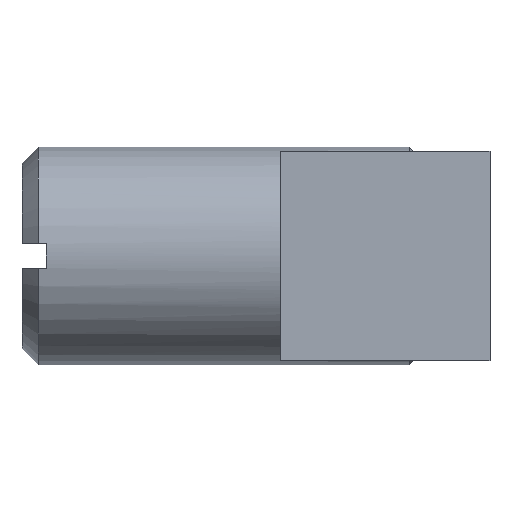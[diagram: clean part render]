
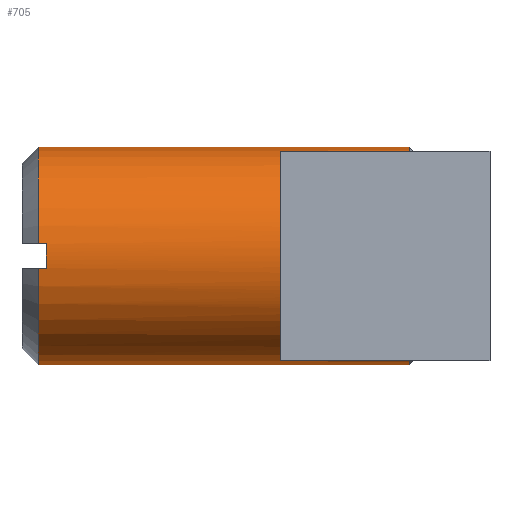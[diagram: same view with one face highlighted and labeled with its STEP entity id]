
A CAD part, left-side view. The second image highlights one B-rep face of the part: STEP entity #705.
In plain terms, the highlighted cylindrical face has radius 6.75 mm (diameter 13.5 mm), a full revolution.
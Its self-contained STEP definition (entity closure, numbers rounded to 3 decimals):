
#20=B_SPLINE_CURVE_WITH_KNOTS('',3,(#1206,#1207,#1208,#1209,#1210,#1211,
#1212,#1213,#1214,#1215,#1216,#1217,#1218,#1219,#1220,#1221,#1222,#1223,
#1224,#1225,#1226,#1227,#1228,#1229,#1230,#1231,#1232),.UNSPECIFIED.,.F.,
 .F.,(4,2,3,2,2,2,2,2,2,2,2,2,4),(-0.151,-0.135,
0.,0.135,0.27,0.405,0.539,
0.674,0.808,0.943,1.078,
1.213,1.229),.UNSPECIFIED.);
#21=B_SPLINE_CURVE_WITH_KNOTS('',3,(#1236,#1237,#1238,#1239,#1240,#1241,
#1242,#1243,#1244,#1245,#1246,#1247,#1248,#1249),.UNSPECIFIED.,.F.,.F.,
(4,2,2,2,2,2,4),(-1.229,-1.213,-1.078,
-0.943,-0.808,-0.674,-0.539),
 .UNSPECIFIED.);
#22=B_SPLINE_CURVE_WITH_KNOTS('',3,(#1252,#1253,#1254,#1255,#1256,#1257,
#1258,#1259,#1260,#1261,#1262,#1263,#1264,#1265,#1266),.UNSPECIFIED.,.F.,
 .F.,(4,2,2,2,3,2,4),(-0.539,-0.405,-0.27,
-0.135,0.,0.135,0.151),
 .UNSPECIFIED.);
#44=CYLINDRICAL_SURFACE('',#803,6.75);
#50=CIRCLE('',#779,6.75);
#53=CIRCLE('',#786,6.75);
#55=CIRCLE('',#788,6.75);
#56=CIRCLE('',#791,6.75);
#59=CIRCLE('',#795,6.75);
#64=CIRCLE('',#804,6.75);
#65=CIRCLE('',#805,6.75);
#103=FACE_OUTER_BOUND('',#143,.T.);
#143=EDGE_LOOP('',(#558,#559,#560,#561,#562,#563,#564,#565,#566,#567,#568,
#569,#570,#571,#572,#573));
#180=LINE('',#1097,#236);
#183=LINE('',#1108,#239);
#187=LINE('',#1120,#243);
#191=LINE('',#1138,#247);
#195=LINE('',#1250,#251);
#236=VECTOR('',#899,10.);
#239=VECTOR('',#904,10.);
#243=VECTOR('',#910,10.);
#247=VECTOR('',#924,10.);
#251=VECTOR('',#958,6.75);
#293=VERTEX_POINT('',#1085);
#294=VERTEX_POINT('',#1086);
#298=VERTEX_POINT('',#1096);
#301=VERTEX_POINT('',#1106);
#302=VERTEX_POINT('',#1107);
#306=VERTEX_POINT('',#1119);
#309=VERTEX_POINT('',#1129);
#310=VERTEX_POINT('',#1130);
#312=VERTEX_POINT('',#1137);
#320=VERTEX_POINT('',#1204);
#321=VERTEX_POINT('',#1205);
#322=VERTEX_POINT('',#1233);
#323=VERTEX_POINT('',#1235);
#324=VERTEX_POINT('',#1251);
#370=EDGE_CURVE('',#293,#294,#50,.T.);
#375=EDGE_CURVE('',#298,#293,#180,.T.);
#379=EDGE_CURVE('',#301,#302,#183,.T.);
#384=EDGE_CURVE('',#294,#306,#187,.T.);
#388=EDGE_CURVE('',#309,#310,#53,.T.);
#391=EDGE_CURVE('',#310,#301,#55,.T.);
#392=EDGE_CURVE('',#312,#309,#191,.T.);
#396=EDGE_CURVE('',#312,#306,#56,.T.);
#399=EDGE_CURVE('',#298,#302,#59,.T.);
#408=EDGE_CURVE('',#320,#321,#20,.T.);
#409=EDGE_CURVE('',#322,#321,#64,.T.);
#410=EDGE_CURVE('',#322,#323,#21,.T.);
#411=EDGE_CURVE('',#323,#310,#195,.T.);
#412=EDGE_CURVE('',#323,#324,#22,.T.);
#413=EDGE_CURVE('',#320,#324,#65,.T.);
#558=ORIENTED_EDGE('',*,*,#408,.T.);
#559=ORIENTED_EDGE('',*,*,#409,.F.);
#560=ORIENTED_EDGE('',*,*,#410,.T.);
#561=ORIENTED_EDGE('',*,*,#411,.T.);
#562=ORIENTED_EDGE('',*,*,#391,.T.);
#563=ORIENTED_EDGE('',*,*,#379,.T.);
#564=ORIENTED_EDGE('',*,*,#399,.F.);
#565=ORIENTED_EDGE('',*,*,#375,.T.);
#566=ORIENTED_EDGE('',*,*,#370,.T.);
#567=ORIENTED_EDGE('',*,*,#384,.T.);
#568=ORIENTED_EDGE('',*,*,#396,.F.);
#569=ORIENTED_EDGE('',*,*,#392,.T.);
#570=ORIENTED_EDGE('',*,*,#388,.T.);
#571=ORIENTED_EDGE('',*,*,#411,.F.);
#572=ORIENTED_EDGE('',*,*,#412,.T.);
#573=ORIENTED_EDGE('',*,*,#413,.F.);
#705=ADVANCED_FACE('',(#103),#44,.T.);
#779=AXIS2_PLACEMENT_3D('',#1087,#889,#890);
#786=AXIS2_PLACEMENT_3D('',#1131,#915,#916);
#788=AXIS2_PLACEMENT_3D('',#1135,#920,#921);
#791=AXIS2_PLACEMENT_3D('',#1147,#929,#930);
#795=AXIS2_PLACEMENT_3D('',#1151,#937,#938);
#803=AXIS2_PLACEMENT_3D('',#1203,#954,#955);
#804=AXIS2_PLACEMENT_3D('',#1234,#956,#957);
#805=AXIS2_PLACEMENT_3D('',#1267,#959,#960);
#889=DIRECTION('center_axis',(0.,-1.,0.));
#890=DIRECTION('ref_axis',(1.,0.,0.));
#899=DIRECTION('',(0.,-1.,0.));
#904=DIRECTION('',(0.,1.,0.));
#910=DIRECTION('',(0.,1.,0.));
#915=DIRECTION('center_axis',(0.,-1.,0.));
#916=DIRECTION('ref_axis',(1.,0.,0.));
#920=DIRECTION('center_axis',(0.,-1.,0.));
#921=DIRECTION('ref_axis',(1.,0.,0.));
#924=DIRECTION('',(0.,-1.,0.));
#929=DIRECTION('center_axis',(0.,1.,0.));
#930=DIRECTION('ref_axis',(-1.,0.,0.));
#937=DIRECTION('center_axis',(0.,1.,0.));
#938=DIRECTION('ref_axis',(-1.,0.,0.));
#954=DIRECTION('center_axis',(0.,-1.,0.));
#955=DIRECTION('ref_axis',(1.,0.,0.));
#956=DIRECTION('center_axis',(0.,-1.,0.));
#957=DIRECTION('ref_axis',(1.,0.,0.));
#958=DIRECTION('',(0.,1.,0.));
#959=DIRECTION('center_axis',(0.,-1.,0.));
#960=DIRECTION('ref_axis',(1.,0.,0.));
#1085=CARTESIAN_POINT('',(33.208,21.,-0.75));
#1086=CARTESIAN_POINT('',(33.208,21.,0.75));
#1087=CARTESIAN_POINT('Origin',(26.5,21.,0.));
#1096=CARTESIAN_POINT('',(33.208,21.5,-0.75));
#1097=CARTESIAN_POINT('',(33.208,10.5,-0.75));
#1106=CARTESIAN_POINT('',(19.792,21.,-0.75));
#1107=CARTESIAN_POINT('',(19.792,21.5,-0.75));
#1108=CARTESIAN_POINT('',(19.792,10.5,-0.75));
#1119=CARTESIAN_POINT('',(33.208,21.5,0.75));
#1120=CARTESIAN_POINT('',(33.208,10.5,0.75));
#1129=CARTESIAN_POINT('',(19.792,21.,0.75));
#1130=CARTESIAN_POINT('',(19.75,21.,0.));
#1131=CARTESIAN_POINT('Origin',(26.5,21.,0.));
#1135=CARTESIAN_POINT('Origin',(26.5,21.,0.));
#1137=CARTESIAN_POINT('',(19.792,21.5,0.75));
#1138=CARTESIAN_POINT('',(19.792,10.5,0.75));
#1147=CARTESIAN_POINT('Origin',(26.5,21.5,0.));
#1151=CARTESIAN_POINT('Origin',(26.5,21.5,0.));
#1203=CARTESIAN_POINT('Origin',(26.5,10.5,0.));
#1204=CARTESIAN_POINT('',(32.463,-1.5,3.162));
#1205=CARTESIAN_POINT('',(32.463,-1.5,-3.162));
#1206=CARTESIAN_POINT('Ctrl Pts',(32.463,-1.5,3.162));
#1207=CARTESIAN_POINT('Ctrl Pts',(32.451,-1.451,3.185));
#1208=CARTESIAN_POINT('Ctrl Pts',(32.439,-1.402,3.208));
#1209=CARTESIAN_POINT('Ctrl Pts',(32.33,-0.922,3.408));
#1210=CARTESIAN_POINT('Ctrl Pts',(32.272,-0.45,3.5));
#1211=CARTESIAN_POINT('Ctrl Pts',(32.272,0.,3.5));
#1212=CARTESIAN_POINT('Ctrl Pts',(32.272,0.45,3.5));
#1213=CARTESIAN_POINT('Ctrl Pts',(32.33,0.922,3.408));
#1214=CARTESIAN_POINT('Ctrl Pts',(32.526,1.781,3.049));
#1215=CARTESIAN_POINT('Ctrl Pts',(32.659,2.168,2.781));
#1216=CARTESIAN_POINT('Ctrl Pts',(32.9,2.78,2.169));
#1217=CARTESIAN_POINT('Ctrl Pts',(33.025,3.049,1.781));
#1218=CARTESIAN_POINT('Ctrl Pts',(33.201,3.409,0.921));
#1219=CARTESIAN_POINT('Ctrl Pts',(33.25,3.5,0.449));
#1220=CARTESIAN_POINT('Ctrl Pts',(33.25,3.5,-0.449));
#1221=CARTESIAN_POINT('Ctrl Pts',(33.201,3.409,-0.921));
#1222=CARTESIAN_POINT('Ctrl Pts',(33.025,3.049,-1.781));
#1223=CARTESIAN_POINT('Ctrl Pts',(32.9,2.78,-2.169));
#1224=CARTESIAN_POINT('Ctrl Pts',(32.659,2.168,-2.781));
#1225=CARTESIAN_POINT('Ctrl Pts',(32.526,1.781,-3.049));
#1226=CARTESIAN_POINT('Ctrl Pts',(32.33,0.922,-3.408));
#1227=CARTESIAN_POINT('Ctrl Pts',(32.272,0.45,-3.5));
#1228=CARTESIAN_POINT('Ctrl Pts',(32.272,-0.45,-3.5));
#1229=CARTESIAN_POINT('Ctrl Pts',(32.33,-0.922,-3.408));
#1230=CARTESIAN_POINT('Ctrl Pts',(32.439,-1.402,-3.208));
#1231=CARTESIAN_POINT('Ctrl Pts',(32.451,-1.451,-3.185));
#1232=CARTESIAN_POINT('Ctrl Pts',(32.463,-1.5,-3.162));
#1233=CARTESIAN_POINT('',(20.537,-1.5,-3.162));
#1234=CARTESIAN_POINT('Origin',(26.5,-1.5,0.));
#1235=CARTESIAN_POINT('',(19.75,3.5,0.));
#1236=CARTESIAN_POINT('Ctrl Pts',(20.537,-1.5,-3.162));
#1237=CARTESIAN_POINT('Ctrl Pts',(20.549,-1.451,-3.185));
#1238=CARTESIAN_POINT('Ctrl Pts',(20.561,-1.402,-3.208));
#1239=CARTESIAN_POINT('Ctrl Pts',(20.67,-0.922,-3.408));
#1240=CARTESIAN_POINT('Ctrl Pts',(20.728,-0.45,-3.5));
#1241=CARTESIAN_POINT('Ctrl Pts',(20.728,0.45,-3.5));
#1242=CARTESIAN_POINT('Ctrl Pts',(20.67,0.922,-3.408));
#1243=CARTESIAN_POINT('Ctrl Pts',(20.474,1.781,-3.049));
#1244=CARTESIAN_POINT('Ctrl Pts',(20.341,2.168,-2.781));
#1245=CARTESIAN_POINT('Ctrl Pts',(20.1,2.78,-2.169));
#1246=CARTESIAN_POINT('Ctrl Pts',(19.975,3.049,-1.781));
#1247=CARTESIAN_POINT('Ctrl Pts',(19.799,3.409,-0.921));
#1248=CARTESIAN_POINT('Ctrl Pts',(19.75,3.5,-0.449));
#1249=CARTESIAN_POINT('Ctrl Pts',(19.75,3.5,0.));
#1250=CARTESIAN_POINT('',(19.75,10.5,0.));
#1251=CARTESIAN_POINT('',(20.537,-1.5,3.162));
#1252=CARTESIAN_POINT('Ctrl Pts',(19.75,3.5,0.));
#1253=CARTESIAN_POINT('Ctrl Pts',(19.75,3.5,0.449));
#1254=CARTESIAN_POINT('Ctrl Pts',(19.799,3.409,0.921));
#1255=CARTESIAN_POINT('Ctrl Pts',(19.975,3.049,1.781));
#1256=CARTESIAN_POINT('Ctrl Pts',(20.1,2.78,2.169));
#1257=CARTESIAN_POINT('Ctrl Pts',(20.341,2.168,2.781));
#1258=CARTESIAN_POINT('Ctrl Pts',(20.474,1.781,3.049));
#1259=CARTESIAN_POINT('Ctrl Pts',(20.67,0.922,3.408));
#1260=CARTESIAN_POINT('Ctrl Pts',(20.728,0.45,3.5));
#1261=CARTESIAN_POINT('Ctrl Pts',(20.728,0.,3.5));
#1262=CARTESIAN_POINT('Ctrl Pts',(20.728,-0.45,3.5));
#1263=CARTESIAN_POINT('Ctrl Pts',(20.67,-0.922,3.408));
#1264=CARTESIAN_POINT('Ctrl Pts',(20.561,-1.402,3.208));
#1265=CARTESIAN_POINT('Ctrl Pts',(20.549,-1.451,3.185));
#1266=CARTESIAN_POINT('Ctrl Pts',(20.537,-1.5,3.162));
#1267=CARTESIAN_POINT('Origin',(26.5,-1.5,0.));
